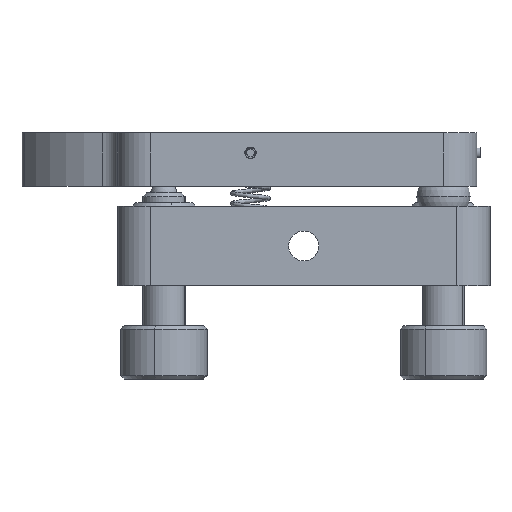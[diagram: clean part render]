
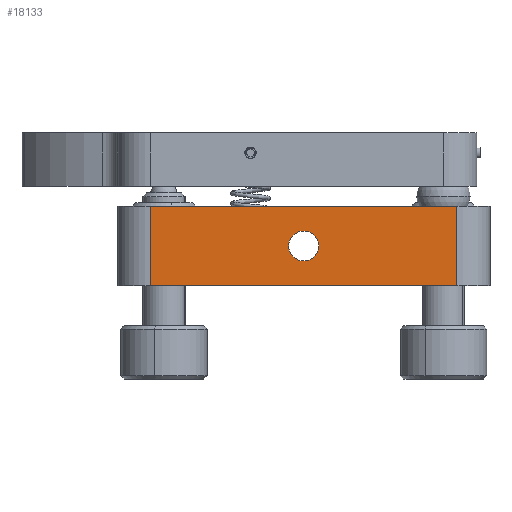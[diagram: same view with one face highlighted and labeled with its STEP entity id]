
A CAD part, front view. The second image highlights one B-rep face of the part: STEP entity #18133.
In plain terms, the highlighted planar face has unit normal (0, -1, 0).
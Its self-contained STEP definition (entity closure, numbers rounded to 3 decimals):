
#566 = EDGE_CURVE ( 'NONE', #11337, #13556, #1611, .T. ) ;
#587 = DIRECTION ( 'NONE',  ( 1., 0., 0. ) ) ;
#693 = VECTOR ( 'NONE', #3702, 1000. ) ;
#1292 = CARTESIAN_POINT ( 'NONE',  ( 0., -28., -9. ) ) ;
#1611 = LINE ( 'NONE', #6559, #13770 ) ;
#2001 = ORIENTED_EDGE ( 'NONE', *, *, #17842, .T. ) ;
#2018 = LINE ( 'NONE', #14256, #12944 ) ;
#2737 = EDGE_CURVE ( 'NONE', #14989, #5489, #2018, .T. ) ;
#3444 = CARTESIAN_POINT ( 'NONE',  ( 23., -28., -15. ) ) ;
#3702 = DIRECTION ( 'NONE',  ( 0., 0., 1. ) ) ;
#3705 = ORIENTED_EDGE ( 'NONE', *, *, #2737, .F. ) ;
#3851 = VERTEX_POINT ( 'NONE', #16289 ) ;
#4809 = CIRCLE ( 'NONE', #19467, 2.25 ) ;
#4931 = CARTESIAN_POINT ( 'NONE',  ( 23., -28., -3. ) ) ;
#5329 = LINE ( 'NONE', #19180, #12621 ) ;
#5489 = VERTEX_POINT ( 'NONE', #4931 ) ;
#6511 = EDGE_LOOP ( 'NONE', ( #17947, #2001 ) ) ;
#6559 = CARTESIAN_POINT ( 'NONE',  ( -23., -28., -15. ) ) ;
#6750 = EDGE_CURVE ( 'NONE', #13556, #5489, #19468, .T. ) ;
#7154 = CARTESIAN_POINT ( 'NONE',  ( -23., -28., -15. ) ) ;
#7517 = CARTESIAN_POINT ( 'NONE',  ( 23., -28., -15. ) ) ;
#7542 = DIRECTION ( 'NONE',  ( 1., 0., 0. ) ) ;
#8014 = DIRECTION ( 'NONE',  ( 1., 0., 0. ) ) ;
#8288 = DIRECTION ( 'NONE',  ( 1., 0., 0. ) ) ;
#8943 = FACE_OUTER_BOUND ( 'NONE', #19033, .T. ) ;
#9052 = DIRECTION ( 'NONE',  ( 0., 1., 0. ) ) ;
#9262 = DIRECTION ( 'NONE',  ( 1., 0., 0. ) ) ;
#10548 = AXIS2_PLACEMENT_3D ( 'NONE', #11399, #19332, #587 ) ;
#11337 = VERTEX_POINT ( 'NONE', #7154 ) ;
#11399 = CARTESIAN_POINT ( 'NONE',  ( -23., -28., -15. ) ) ;
#12621 = VECTOR ( 'NONE', #14648, 1000. ) ;
#12944 = VECTOR ( 'NONE', #8014, 1000. ) ;
#13535 = VERTEX_POINT ( 'NONE', #18573 ) ;
#13556 = VERTEX_POINT ( 'NONE', #7517 ) ;
#13770 = VECTOR ( 'NONE', #8288, 1000. ) ;
#13981 = CARTESIAN_POINT ( 'NONE',  ( 0., -28., -9. ) ) ;
#14067 = CIRCLE ( 'NONE', #14722, 2.25 ) ;
#14169 = EDGE_CURVE ( 'NONE', #11337, #14989, #5329, .T. ) ;
#14256 = CARTESIAN_POINT ( 'NONE',  ( -23., -28., -3. ) ) ;
#14471 = ORIENTED_EDGE ( 'NONE', *, *, #566, .T. ) ;
#14557 = ORIENTED_EDGE ( 'NONE', *, *, #6750, .T. ) ;
#14648 = DIRECTION ( 'NONE',  ( 0., 0., 1. ) ) ;
#14722 = AXIS2_PLACEMENT_3D ( 'NONE', #13981, #20023, #9262 ) ;
#14989 = VERTEX_POINT ( 'NONE', #17907 ) ;
#16289 = CARTESIAN_POINT ( 'NONE',  ( 0., -28., -11.25 ) ) ;
#17151 = ORIENTED_EDGE ( 'NONE', *, *, #14169, .F. ) ;
#17815 = EDGE_CURVE ( 'NONE', #3851, #13535, #4809, .T. ) ;
#17842 = EDGE_CURVE ( 'NONE', #13535, #3851, #14067, .T. ) ;
#17907 = CARTESIAN_POINT ( 'NONE',  ( -23., -28., -3. ) ) ;
#17947 = ORIENTED_EDGE ( 'NONE', *, *, #17815, .T. ) ;
#18133 = ADVANCED_FACE ( 'NONE', ( #8943, #18734 ), #19267, .T. ) ;
#18573 = CARTESIAN_POINT ( 'NONE',  ( 0., -28., -6.75 ) ) ;
#18734 = FACE_BOUND ( 'NONE', #6511, .T. ) ;
#19033 = EDGE_LOOP ( 'NONE', ( #3705, #17151, #14471, #14557 ) ) ;
#19180 = CARTESIAN_POINT ( 'NONE',  ( -23., -28., -15. ) ) ;
#19267 = PLANE ( 'NONE',  #10548 ) ;
#19332 = DIRECTION ( 'NONE',  ( 0., -1., 0. ) ) ;
#19467 = AXIS2_PLACEMENT_3D ( 'NONE', #1292, #9052, #7542 ) ;
#19468 = LINE ( 'NONE', #3444, #693 ) ;
#20023 = DIRECTION ( 'NONE',  ( 0., 1., 0. ) ) ;
